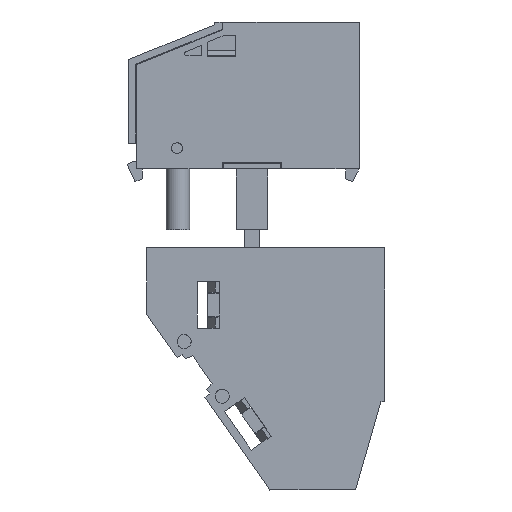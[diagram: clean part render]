
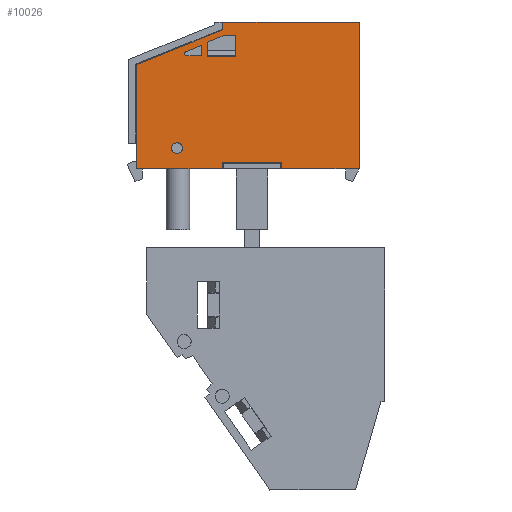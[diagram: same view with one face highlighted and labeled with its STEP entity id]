
A CAD part, left-side view. The second image highlights one B-rep face of the part: STEP entity #10026.
In plain terms, the highlighted planar face has unit normal (-1, 0, 0).
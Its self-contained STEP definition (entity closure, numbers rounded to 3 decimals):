
#7450=AXIS2_PLACEMENT_3D('Plane Axis2P3D',#7447,#7448,#7449) ;
#9976=AXIS2_PLACEMENT_3D('Circle Axis2P3D',#9974,#9975,$) ;
#9985=AXIS2_PLACEMENT_3D('Circle Axis2P3D',#9983,#9984,$) ;
#9994=AXIS2_PLACEMENT_3D('Circle Axis2P3D',#9992,#9993,$) ;
#7447=CARTESIAN_POINT('Axis2P3D Location',(0.,0.,0.)) ;
#8504=CARTESIAN_POINT('Vertex',(0.,19.124,55.457)) ;
#8507=CARTESIAN_POINT('Line Origine',(0.,19.124,56.816)) ;
#8511=CARTESIAN_POINT('Vertex',(0.,19.124,58.175)) ;
#9848=CARTESIAN_POINT('Vertex',(0.,22.676,55.457)) ;
#9851=CARTESIAN_POINT('Line Origine',(0.,20.9,55.457)) ;
#9866=CARTESIAN_POINT('Line Origine',(0.,8.25,41.099)) ;
#9870=CARTESIAN_POINT('Vertex',(0.,13.2,41.099)) ;
#9872=CARTESIAN_POINT('Vertex',(0.,3.3,41.099)) ;
#9875=CARTESIAN_POINT('Line Origine',(0.,3.3,50.499)) ;
#9879=CARTESIAN_POINT('Vertex',(0.,3.3,59.899)) ;
#9882=CARTESIAN_POINT('Line Origine',(0.,12.013,59.899)) ;
#9886=CARTESIAN_POINT('Vertex',(0.,20.725,59.899)) ;
#9889=CARTESIAN_POINT('Line Origine',(0.,20.725,59.399)) ;
#9893=CARTESIAN_POINT('Vertex',(0.,20.725,58.899)) ;
#9896=CARTESIAN_POINT('Line Origine',(0.,26.263,56.661)) ;
#9900=CARTESIAN_POINT('Vertex',(0.,31.8,54.424)) ;
#9903=CARTESIAN_POINT('Line Origine',(0.,31.8,47.761)) ;
#9907=CARTESIAN_POINT('Vertex',(0.,31.8,41.099)) ;
#9910=CARTESIAN_POINT('Line Origine',(0.,26.3,41.099)) ;
#9914=CARTESIAN_POINT('Vertex',(0.,20.8,41.099)) ;
#9917=CARTESIAN_POINT('Line Origine',(0.,20.8,41.499)) ;
#9921=CARTESIAN_POINT('Vertex',(0.,20.8,41.899)) ;
#9924=CARTESIAN_POINT('Line Origine',(0.,17.,41.899)) ;
#9928=CARTESIAN_POINT('Vertex',(0.,13.2,41.899)) ;
#9931=CARTESIAN_POINT('Line Origine',(0.,13.2,41.499)) ;
#9948=CARTESIAN_POINT('Line Origine',(0.,22.676,56.393)) ;
#9952=CARTESIAN_POINT('Vertex',(0.,22.676,57.33)) ;
#9955=CARTESIAN_POINT('Line Origine',(0.,21.63,57.752)) ;
#9959=CARTESIAN_POINT('Vertex',(0.,20.585,58.175)) ;
#9962=CARTESIAN_POINT('Line Origine',(0.,19.854,58.175)) ;
#9974=CARTESIAN_POINT('Axis2P3D Location',(0.,26.6,43.749)) ;
#9978=CARTESIAN_POINT('Vertex',(0.,26.6,43.049)) ;
#9980=CARTESIAN_POINT('Vertex',(0.,26.6,44.449)) ;
#9983=CARTESIAN_POINT('Axis2P3D Location',(0.,26.6,43.749)) ;
#9992=CARTESIAN_POINT('Axis2P3D Location',(0.,25.338,55.849)) ;
#9996=CARTESIAN_POINT('Vertex',(0.,25.45,56.127)) ;
#9998=CARTESIAN_POINT('Vertex',(0.,25.338,55.549)) ;
#10001=CARTESIAN_POINT('Line Origine',(0.,24.475,56.521)) ;
#10005=CARTESIAN_POINT('Vertex',(0.,23.5,56.915)) ;
#10008=CARTESIAN_POINT('Line Origine',(0.,23.5,56.232)) ;
#10012=CARTESIAN_POINT('Vertex',(0.,23.5,55.549)) ;
#10015=CARTESIAN_POINT('Line Origine',(0.,24.419,55.549)) ;
#7448=DIRECTION('Axis2P3D Direction',(-1.,0.,0.)) ;
#7449=DIRECTION('Axis2P3D XDirection',(0.,0.,1.)) ;
#8508=DIRECTION('Vector Direction',(0.,0.,-1.)) ;
#9852=DIRECTION('Vector Direction',(0.,1.,0.)) ;
#9867=DIRECTION('Vector Direction',(0.,1.,0.)) ;
#9876=DIRECTION('Vector Direction',(0.,0.,-1.)) ;
#9883=DIRECTION('Vector Direction',(0.,-1.,0.)) ;
#9890=DIRECTION('Vector Direction',(0.,0.,-1.)) ;
#9897=DIRECTION('Vector Direction',(0.,-0.927,0.375)) ;
#9904=DIRECTION('Vector Direction',(0.,0.,1.)) ;
#9911=DIRECTION('Vector Direction',(0.,1.,0.)) ;
#9918=DIRECTION('Vector Direction',(0.,0.,1.)) ;
#9925=DIRECTION('Vector Direction',(0.,-1.,0.)) ;
#9932=DIRECTION('Vector Direction',(0.,0.,-1.)) ;
#9949=DIRECTION('Vector Direction',(0.,0.,1.)) ;
#9956=DIRECTION('Vector Direction',(0.,-0.927,0.375)) ;
#9963=DIRECTION('Vector Direction',(0.,1.,0.)) ;
#9975=DIRECTION('Axis2P3D Direction',(-1.,0.,0.)) ;
#9984=DIRECTION('Axis2P3D Direction',(-1.,0.,0.)) ;
#9993=DIRECTION('Axis2P3D Direction',(-1.,0.,0.)) ;
#10002=DIRECTION('Vector Direction',(0.,-0.927,0.375)) ;
#10009=DIRECTION('Vector Direction',(0.,0.,-1.)) ;
#10016=DIRECTION('Vector Direction',(0.,1.,0.)) ;
#8509=VECTOR('Line Direction',#8508,1.) ;
#9853=VECTOR('Line Direction',#9852,1.) ;
#9868=VECTOR('Line Direction',#9867,1.) ;
#9877=VECTOR('Line Direction',#9876,1.) ;
#9884=VECTOR('Line Direction',#9883,1.) ;
#9891=VECTOR('Line Direction',#9890,1.) ;
#9898=VECTOR('Line Direction',#9897,1.) ;
#9905=VECTOR('Line Direction',#9904,1.) ;
#9912=VECTOR('Line Direction',#9911,1.) ;
#9919=VECTOR('Line Direction',#9918,1.) ;
#9926=VECTOR('Line Direction',#9925,1.) ;
#9933=VECTOR('Line Direction',#9932,1.) ;
#9950=VECTOR('Line Direction',#9949,1.) ;
#9957=VECTOR('Line Direction',#9956,1.) ;
#9964=VECTOR('Line Direction',#9963,1.) ;
#10003=VECTOR('Line Direction',#10002,1.) ;
#10010=VECTOR('Line Direction',#10009,1.) ;
#10017=VECTOR('Line Direction',#10016,1.) ;
#9937=ORIENTED_EDGE('',*,*,#9874,.T.) ;
#9938=ORIENTED_EDGE('',*,*,#9881,.T.) ;
#9939=ORIENTED_EDGE('',*,*,#9888,.T.) ;
#9940=ORIENTED_EDGE('',*,*,#9895,.T.) ;
#9941=ORIENTED_EDGE('',*,*,#9902,.F.) ;
#9942=ORIENTED_EDGE('',*,*,#9909,.T.) ;
#9943=ORIENTED_EDGE('',*,*,#9916,.T.) ;
#9944=ORIENTED_EDGE('',*,*,#9923,.T.) ;
#9945=ORIENTED_EDGE('',*,*,#9930,.T.) ;
#9946=ORIENTED_EDGE('',*,*,#9935,.T.) ;
#9968=ORIENTED_EDGE('',*,*,#9954,.F.) ;
#9969=ORIENTED_EDGE('',*,*,#9961,.F.) ;
#9970=ORIENTED_EDGE('',*,*,#9966,.F.) ;
#9971=ORIENTED_EDGE('',*,*,#8513,.F.) ;
#9972=ORIENTED_EDGE('',*,*,#9855,.F.) ;
#9989=ORIENTED_EDGE('',*,*,#9982,.F.) ;
#9990=ORIENTED_EDGE('',*,*,#9987,.F.) ;
#10021=ORIENTED_EDGE('',*,*,#10000,.F.) ;
#10022=ORIENTED_EDGE('',*,*,#10007,.F.) ;
#10023=ORIENTED_EDGE('',*,*,#10014,.F.) ;
#10024=ORIENTED_EDGE('',*,*,#10019,.F.) ;
#9973=FACE_BOUND('',#9967,.T.) ;
#9991=FACE_BOUND('',#9988,.T.) ;
#10025=FACE_BOUND('',#10020,.T.) ;
#10026=ADVANCED_FACE('SECONDARY',(#9947,#9973,#9991,#10025),#7451,.T.) ;
#9977=CIRCLE('generated circle',#9976,0.7) ;
#9986=CIRCLE('generated circle',#9985,0.7) ;
#9995=CIRCLE('generated circle',#9994,0.3) ;
#8513=EDGE_CURVE('',#8505,#8512,#8510,.F.) ;
#9855=EDGE_CURVE('',#9849,#8505,#9854,.F.) ;
#9874=EDGE_CURVE('',#9871,#9873,#9869,.F.) ;
#9881=EDGE_CURVE('',#9873,#9880,#9878,.F.) ;
#9888=EDGE_CURVE('',#9880,#9887,#9885,.F.) ;
#9895=EDGE_CURVE('',#9887,#9894,#9892,.T.) ;
#9902=EDGE_CURVE('',#9901,#9894,#9899,.T.) ;
#9909=EDGE_CURVE('',#9901,#9908,#9906,.F.) ;
#9916=EDGE_CURVE('',#9908,#9915,#9913,.F.) ;
#9923=EDGE_CURVE('',#9915,#9922,#9920,.T.) ;
#9930=EDGE_CURVE('',#9922,#9929,#9927,.T.) ;
#9935=EDGE_CURVE('',#9929,#9871,#9934,.T.) ;
#9954=EDGE_CURVE('',#9953,#9849,#9951,.F.) ;
#9961=EDGE_CURVE('',#9960,#9953,#9958,.F.) ;
#9966=EDGE_CURVE('',#8512,#9960,#9965,.T.) ;
#9982=EDGE_CURVE('',#9979,#9981,#9977,.T.) ;
#9987=EDGE_CURVE('',#9981,#9979,#9986,.T.) ;
#10000=EDGE_CURVE('',#9997,#9999,#9995,.T.) ;
#10007=EDGE_CURVE('',#10006,#9997,#10004,.F.) ;
#10014=EDGE_CURVE('',#10013,#10006,#10011,.F.) ;
#10019=EDGE_CURVE('',#9999,#10013,#10018,.F.) ;
#9936=EDGE_LOOP('',(#9937,#9938,#9939,#9940,#9941,#9942,#9943,#9944,#9945,#9946)) ;
#9967=EDGE_LOOP('',(#9968,#9969,#9970,#9971,#9972)) ;
#9988=EDGE_LOOP('',(#9989,#9990)) ;
#10020=EDGE_LOOP('',(#10021,#10022,#10023,#10024)) ;
#9947=FACE_OUTER_BOUND('',#9936,.T.) ;
#8510=LINE('Line',#8507,#8509) ;
#9854=LINE('Line',#9851,#9853) ;
#9869=LINE('Line',#9866,#9868) ;
#9878=LINE('Line',#9875,#9877) ;
#9885=LINE('Line',#9882,#9884) ;
#9892=LINE('Line',#9889,#9891) ;
#9899=LINE('Line',#9896,#9898) ;
#9906=LINE('Line',#9903,#9905) ;
#9913=LINE('Line',#9910,#9912) ;
#9920=LINE('Line',#9917,#9919) ;
#9927=LINE('Line',#9924,#9926) ;
#9934=LINE('Line',#9931,#9933) ;
#9951=LINE('Line',#9948,#9950) ;
#9958=LINE('Line',#9955,#9957) ;
#9965=LINE('Line',#9962,#9964) ;
#10004=LINE('Line',#10001,#10003) ;
#10011=LINE('Line',#10008,#10010) ;
#10018=LINE('Line',#10015,#10017) ;
#7451=PLANE('',#7450) ;
#8505=VERTEX_POINT('',#8504) ;
#8512=VERTEX_POINT('',#8511) ;
#9849=VERTEX_POINT('',#9848) ;
#9871=VERTEX_POINT('',#9870) ;
#9873=VERTEX_POINT('',#9872) ;
#9880=VERTEX_POINT('',#9879) ;
#9887=VERTEX_POINT('',#9886) ;
#9894=VERTEX_POINT('',#9893) ;
#9901=VERTEX_POINT('',#9900) ;
#9908=VERTEX_POINT('',#9907) ;
#9915=VERTEX_POINT('',#9914) ;
#9922=VERTEX_POINT('',#9921) ;
#9929=VERTEX_POINT('',#9928) ;
#9953=VERTEX_POINT('',#9952) ;
#9960=VERTEX_POINT('',#9959) ;
#9979=VERTEX_POINT('',#9978) ;
#9981=VERTEX_POINT('',#9980) ;
#9997=VERTEX_POINT('',#9996) ;
#9999=VERTEX_POINT('',#9998) ;
#10006=VERTEX_POINT('',#10005) ;
#10013=VERTEX_POINT('',#10012) ;
